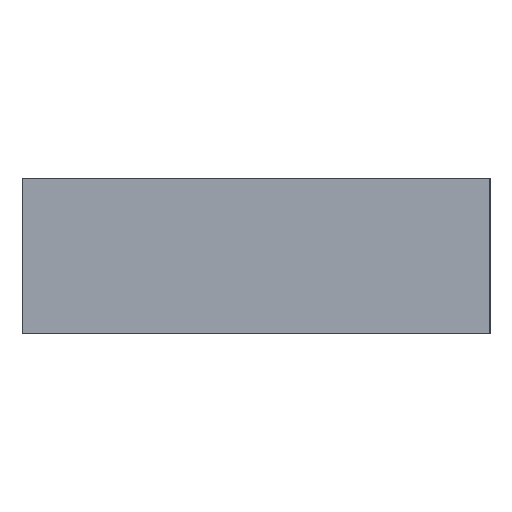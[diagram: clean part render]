
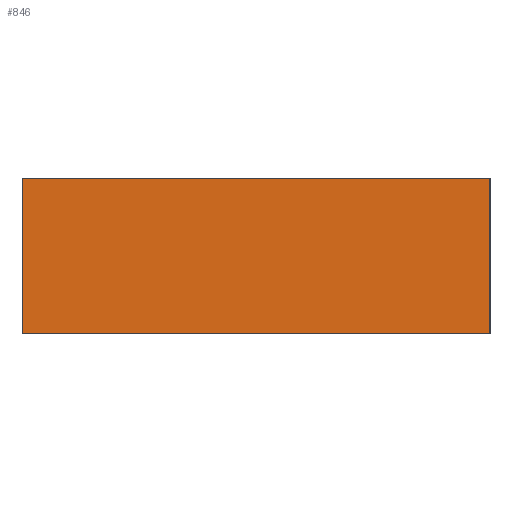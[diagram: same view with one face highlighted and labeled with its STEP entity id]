
A CAD part, left-side view. The second image highlights one B-rep face of the part: STEP entity #846.
In plain terms, the highlighted planar face has unit normal (-1, 0, 0).
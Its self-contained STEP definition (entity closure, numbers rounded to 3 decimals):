
#27 = DIRECTION ( 'NONE',  ( 0., 0., -1. ) ) ;
#75 = DIRECTION ( 'NONE',  ( 0., 0., -1. ) ) ;
#88 = EDGE_CURVE ( 'NONE', #1755, #1350, #1887, .T. ) ;
#90 = CARTESIAN_POINT ( 'NONE',  ( 0., 0., 2. ) ) ;
#93 = CARTESIAN_POINT ( 'NONE',  ( 0., 6., 0. ) ) ;
#270 = ORIENTED_EDGE ( 'NONE', *, *, #849, .T. ) ;
#289 = VERTEX_POINT ( 'NONE', #1360 ) ;
#358 = EDGE_CURVE ( 'NONE', #289, #527, #591, .T. ) ;
#527 = VERTEX_POINT ( 'NONE', #93 ) ;
#546 = VECTOR ( 'NONE', #27, 1000. ) ;
#591 = LINE ( 'NONE', #751, #546 ) ;
#623 = LINE ( 'NONE', #1842, #1397 ) ;
#671 = FACE_OUTER_BOUND ( 'NONE', #1019, .T. ) ;
#751 = CARTESIAN_POINT ( 'NONE',  ( 0., 6., 2. ) ) ;
#846 = ADVANCED_FACE ( 'NONE', ( #671 ), #1754, .F. ) ;
#849 = EDGE_CURVE ( 'NONE', #527, #1350, #623, .T. ) ;
#850 = ORIENTED_EDGE ( 'NONE', *, *, #358, .T. ) ;
#963 = CARTESIAN_POINT ( 'NONE',  ( 0., 0., 2. ) ) ;
#1019 = EDGE_LOOP ( 'NONE', ( #270, #1369, #1911, #850 ) ) ;
#1350 = VERTEX_POINT ( 'NONE', #1874 ) ;
#1360 = CARTESIAN_POINT ( 'NONE',  ( 0., 6., 2. ) ) ;
#1369 = ORIENTED_EDGE ( 'NONE', *, *, #88, .F. ) ;
#1397 = VECTOR ( 'NONE', #1848, 1000. ) ;
#1417 = VECTOR ( 'NONE', #1819, 1000. ) ;
#1477 = VECTOR ( 'NONE', #75, 1000. ) ;
#1627 = AXIS2_PLACEMENT_3D ( 'NONE', #1713, #1646, #1777 ) ;
#1646 = DIRECTION ( 'NONE',  ( 1., 0., 0. ) ) ;
#1713 = CARTESIAN_POINT ( 'NONE',  ( 0., 0., 2. ) ) ;
#1730 = EDGE_CURVE ( 'NONE', #289, #1755, #1876, .T. ) ;
#1754 = PLANE ( 'NONE',  #1627 ) ;
#1755 = VERTEX_POINT ( 'NONE', #963 ) ;
#1757 = CARTESIAN_POINT ( 'NONE',  ( 0., 0., 2. ) ) ;
#1777 = DIRECTION ( 'NONE',  ( 0., 0., -1. ) ) ;
#1819 = DIRECTION ( 'NONE',  ( 0., -1., 0. ) ) ;
#1842 = CARTESIAN_POINT ( 'NONE',  ( 0., 0., 0. ) ) ;
#1848 = DIRECTION ( 'NONE',  ( 0., -1., 0. ) ) ;
#1874 = CARTESIAN_POINT ( 'NONE',  ( 0., 0., 0. ) ) ;
#1876 = LINE ( 'NONE', #1757, #1417 ) ;
#1887 = LINE ( 'NONE', #90, #1477 ) ;
#1911 = ORIENTED_EDGE ( 'NONE', *, *, #1730, .F. ) ;
